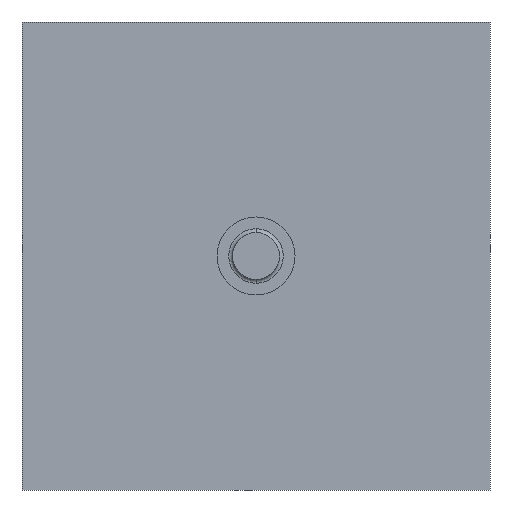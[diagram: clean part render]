
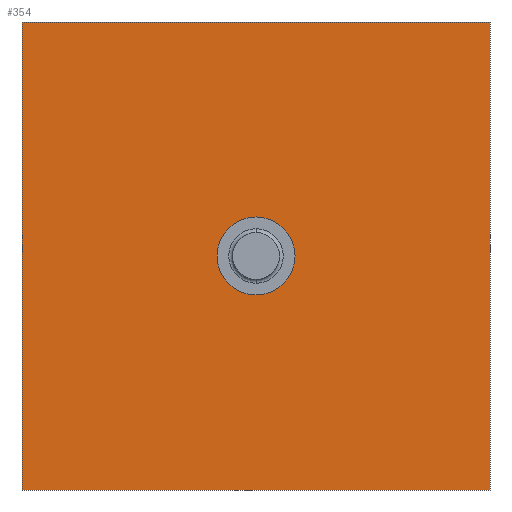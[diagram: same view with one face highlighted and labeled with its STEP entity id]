
A CAD part, front view. The second image highlights one B-rep face of the part: STEP entity #354.
In plain terms, the highlighted planar face has unit normal (0, -1, 0).
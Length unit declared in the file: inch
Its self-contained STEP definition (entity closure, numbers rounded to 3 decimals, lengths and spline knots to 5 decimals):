
#11 = EDGE_CURVE ( 'NONE', #581, #58, #203, .T. ) ;
#14 = EDGE_LOOP ( 'NONE', ( #1154, #1197, #933, #966 ) ) ;
#58 = VERTEX_POINT ( 'NONE', #113 ) ;
#60 = CARTESIAN_POINT ( 'NONE',  ( 15., 0., 15. ) ) ;
#62 = DIRECTION ( 'NONE',  ( 0., 1., 0. ) ) ;
#105 = CARTESIAN_POINT ( 'NONE',  ( 0., 0., 0. ) ) ;
#113 = CARTESIAN_POINT ( 'NONE',  ( 15., 0., 0. ) ) ;
#154 = VERTEX_POINT ( 'NONE', #803 ) ;
#176 = DIRECTION ( 'NONE',  ( 0., 0., -1. ) ) ;
#203 = LINE ( 'NONE', #105, #1074 ) ;
#256 = LINE ( 'NONE', #60, #941 ) ;
#354 = ADVANCED_FACE ( 'NONE', ( #1035 ), #540, .F. ) ;
#420 = AXIS2_PLACEMENT_3D ( 'NONE', #573, #62, #757 ) ;
#449 = VECTOR ( 'NONE', #176, 39.37008 ) ;
#450 = DIRECTION ( 'NONE',  ( 0., 0., -1. ) ) ;
#505 = EDGE_CURVE ( 'NONE', #154, #850, #565, .T. ) ;
#540 = PLANE ( 'NONE',  #420 ) ;
#565 = LINE ( 'NONE', #1248, #982 ) ;
#573 = CARTESIAN_POINT ( 'NONE',  ( 0., 0., 15. ) ) ;
#581 = VERTEX_POINT ( 'NONE', #855 ) ;
#757 = DIRECTION ( 'NONE',  ( 0., 0., 1. ) ) ;
#803 = CARTESIAN_POINT ( 'NONE',  ( 0., 0., 15. ) ) ;
#850 = VERTEX_POINT ( 'NONE', #1022 ) ;
#855 = CARTESIAN_POINT ( 'NONE',  ( 0., 0., 0. ) ) ;
#933 = ORIENTED_EDGE ( 'NONE', *, *, #505, .F. ) ;
#941 = VECTOR ( 'NONE', #450, 39.37008 ) ;
#966 = ORIENTED_EDGE ( 'NONE', *, *, #1170, .T. ) ;
#982 = VECTOR ( 'NONE', #1140, 39.37008 ) ;
#1022 = CARTESIAN_POINT ( 'NONE',  ( 15., 0., 15. ) ) ;
#1035 = FACE_OUTER_BOUND ( 'NONE', #14, .T. ) ;
#1038 = CARTESIAN_POINT ( 'NONE',  ( 0., 0., 15. ) ) ;
#1056 = LINE ( 'NONE', #1038, #449 ) ;
#1074 = VECTOR ( 'NONE', #1082, 39.37008 ) ;
#1082 = DIRECTION ( 'NONE',  ( 1., 0., 0. ) ) ;
#1140 = DIRECTION ( 'NONE',  ( 1., 0., 0. ) ) ;
#1154 = ORIENTED_EDGE ( 'NONE', *, *, #11, .T. ) ;
#1170 = EDGE_CURVE ( 'NONE', #154, #581, #1056, .T. ) ;
#1197 = ORIENTED_EDGE ( 'NONE', *, *, #1232, .F. ) ;
#1232 = EDGE_CURVE ( 'NONE', #850, #58, #256, .T. ) ;
#1248 = CARTESIAN_POINT ( 'NONE',  ( 0., 0., 15. ) ) ;
